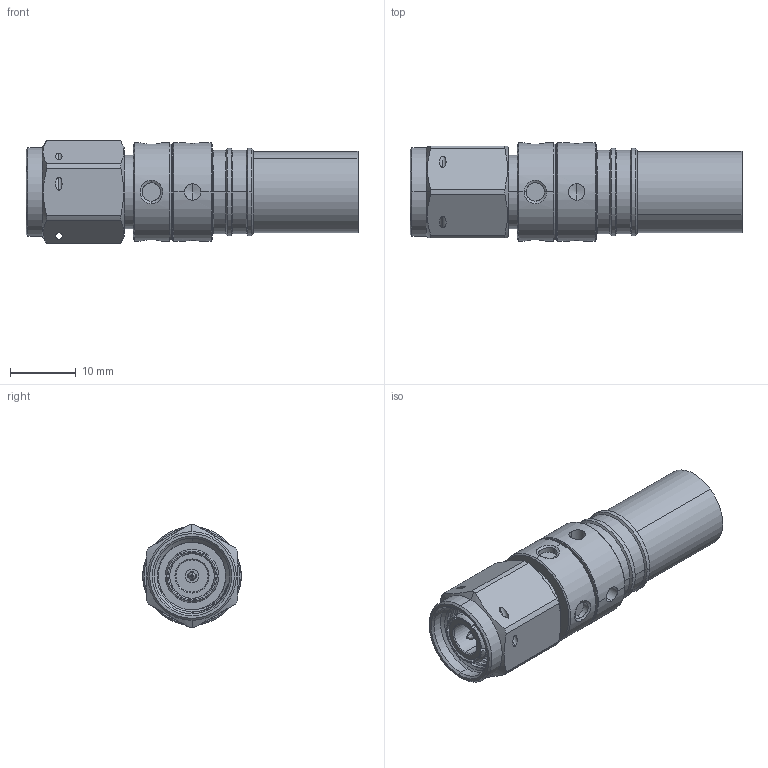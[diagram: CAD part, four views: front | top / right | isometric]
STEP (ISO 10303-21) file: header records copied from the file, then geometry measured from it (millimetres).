
FILE_DESCRIPTION (( 'STEP AP203' ), '1' );
FILE_NAME ('3190-8122(EZ-400-TM-LW-X).STEP', '2021-04-09T07:43:01', ( '' ), ( '' ), 'SwSTEP 2.0', 'SolidWorks 2018', '' );
FILE_SCHEMA (( 'CONFIG_CONTROL_DESIGN' ));
Length unit declared in the file: millimetre
Products named in the file (1): 3190-8122(EZ-400-TM-LW-X)
Bounding box: 50.6 x 15 x 15.71 mm (x, y, z)
Volume: 6189.5 mm3; surface area: 4946.4 mm2
Topology: 1 solids, 1 shells, 238 faces, 577 edges, 358 vertices
Faces by surface type: cylinder 92, cone 65, plane 57, bspline 24
Entity records: 16165 total; most frequent: CARTESIAN_POINT 10728, ORIENTED_EDGE 1138, DIRECTION 1104, EDGE_CURVE 569, AXIS2_PLACEMENT_3D 447, VERTEX_POINT 358, EDGE_LOOP 269, FACE_OUTER_BOUND 238
